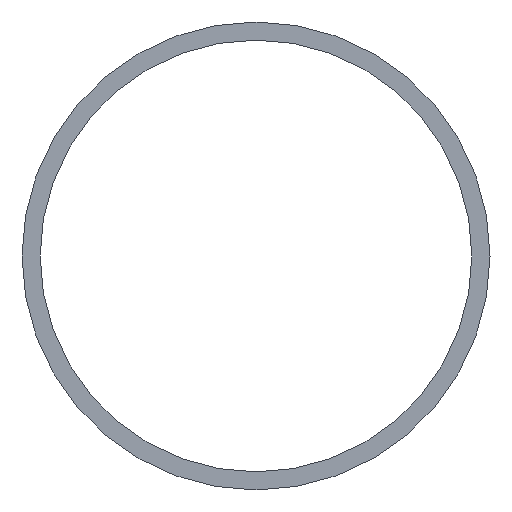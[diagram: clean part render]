
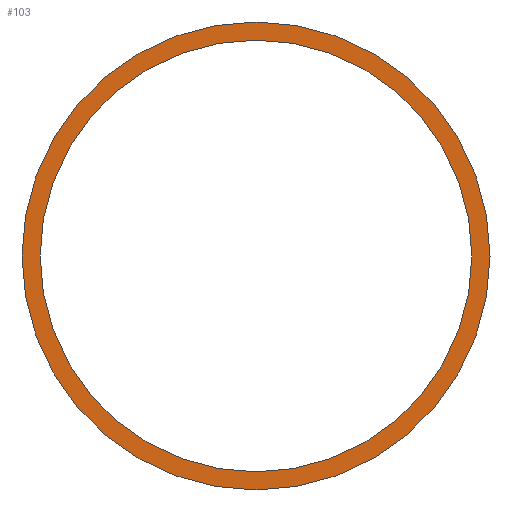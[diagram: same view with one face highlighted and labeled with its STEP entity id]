
A CAD part, left-side view. The second image highlights one B-rep face of the part: STEP entity #103.
In plain terms, the highlighted planar face has unit normal (-1, 0, 0).
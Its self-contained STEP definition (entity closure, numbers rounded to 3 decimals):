
#53 = EDGE_CURVE( '', #93, #73, #123, .T. );
#55 = VERTEX_POINT( '', #125 );
#59 = VERTEX_POINT( '', #129 );
#63 = EDGE_CURVE( '', #73, #93, #133, .T. );
#73 = VERTEX_POINT( '', #145 );
#77 = EDGE_CURVE( '', #59, #55, #149, .T. );
#93 = VERTEX_POINT( '', #168 );
#101 = EDGE_CURVE( '', #55, #59, #177, .T. );
#103 = ADVANCED_FACE( '', ( #179, #180 ), #181, .F. );
#123 = CIRCLE( '', #193, 80. );
#125 = CARTESIAN_POINT( '', ( 0., 0., -73.8 ) );
#129 = CARTESIAN_POINT( '', ( 0., 0., 73.8 ) );
#133 = CIRCLE( '', #206, 80. );
#145 = CARTESIAN_POINT( '', ( 0., 0., 80. ) );
#149 = CIRCLE( '', #223, 73.8 );
#168 = CARTESIAN_POINT( '', ( 0., 0., -80. ) );
#177 = CIRCLE( '', #260, 73.8 );
#179 = FACE_OUTER_BOUND( '', #262, .T. );
#180 = FACE_BOUND( '', #263, .T. );
#181 = PLANE( '', #264 );
#193 = AXIS2_PLACEMENT_3D( '', #269, #270, #271 );
#206 = AXIS2_PLACEMENT_3D( '', #273, #274, #275 );
#223 = AXIS2_PLACEMENT_3D( '', #296, #297, #298 );
#260 = AXIS2_PLACEMENT_3D( '', #332, #333, #334 );
#262 = EDGE_LOOP( '', ( #336, #337 ) );
#263 = EDGE_LOOP( '', ( #338, #339 ) );
#264 = AXIS2_PLACEMENT_3D( '', #340, #341, #342 );
#269 = CARTESIAN_POINT( '', ( 0., 0., 0. ) );
#270 = DIRECTION( '', ( 1., 0., 0. ) );
#271 = DIRECTION( '', ( 0., 0., -1. ) );
#273 = CARTESIAN_POINT( '', ( 0., 0., 0. ) );
#274 = DIRECTION( '', ( 1., 0., 0. ) );
#275 = DIRECTION( '', ( 0., 0., -1. ) );
#296 = CARTESIAN_POINT( '', ( 0., 0., 0. ) );
#297 = DIRECTION( '', ( 1., 0., 0. ) );
#298 = DIRECTION( '', ( 0., 0., -1. ) );
#332 = CARTESIAN_POINT( '', ( 0., 0., 0. ) );
#333 = DIRECTION( '', ( 1., 0., 0. ) );
#334 = DIRECTION( '', ( 0., 0., -1. ) );
#336 = ORIENTED_EDGE( '', *, *, #53, .F. );
#337 = ORIENTED_EDGE( '', *, *, #63, .F. );
#338 = ORIENTED_EDGE( '', *, *, #101, .T. );
#339 = ORIENTED_EDGE( '', *, *, #77, .T. );
#340 = CARTESIAN_POINT( '', ( 0., 0., 0. ) );
#341 = DIRECTION( '', ( 1., 0., 0. ) );
#342 = DIRECTION( '', ( 0., 0., -1. ) );
